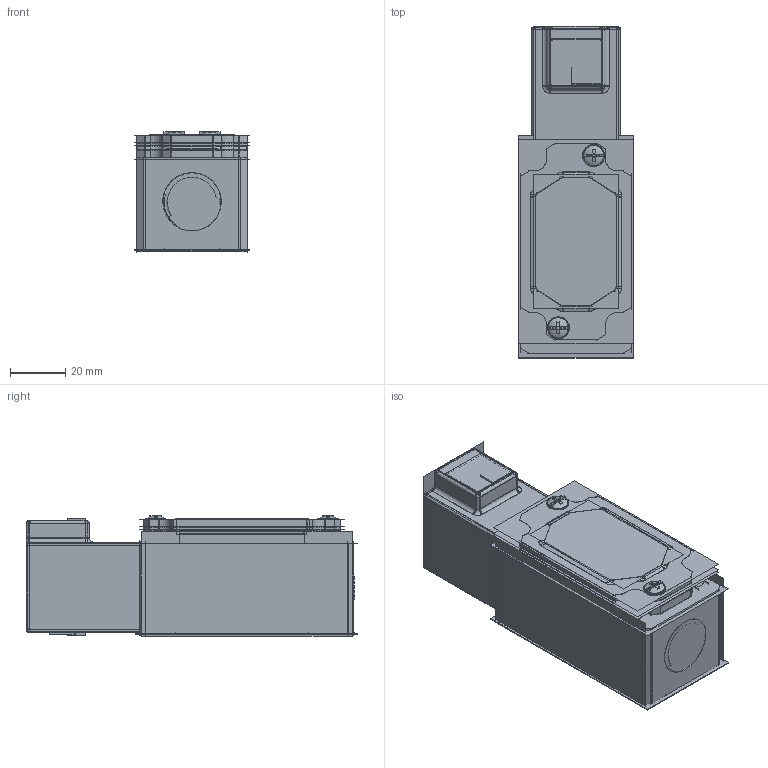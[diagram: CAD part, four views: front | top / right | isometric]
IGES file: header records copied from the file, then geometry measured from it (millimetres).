
Start section:  PTC IGES file: 212884.igs
Global section: file name: 212884.igs; native system: Creo Parametric by PTC Inc.; preprocessor: 2018300; author: pdmadmin; organization: Unknown; date: 20191114.092108; units: millimetre
Bounding box: 41.6 x 120.23 x 43.56 mm (x, y, z)
Volume: 95498.1 mm3; surface area: 269561.5 mm2
Topology: 10 solids, 16 shells, 1014 faces, 5154 edges, 6524 vertices
Faces by surface type: bspline 514, revolution 500
